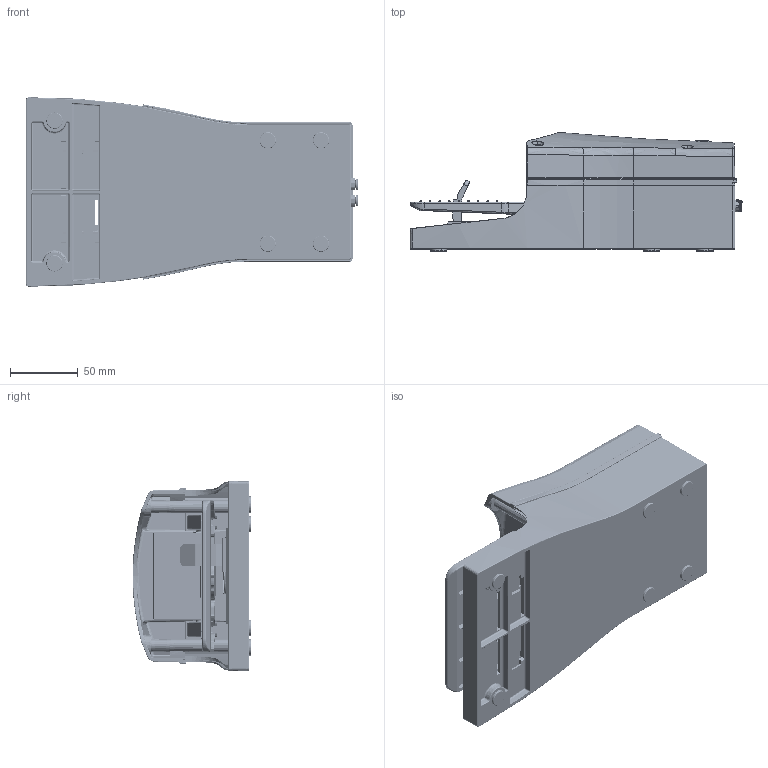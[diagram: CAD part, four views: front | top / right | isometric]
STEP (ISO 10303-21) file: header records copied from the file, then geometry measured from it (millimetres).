
FILE_DESCRIPTION(( 'PEDS 504 S.STEP' ), '1');
FILE_NAME( 'PEDS 504 S.STEP', '2019-03-04T12:06:19',( 'Sopra'),('sopra-pneumatic.com'), 'SwSTEP 2.0','SolidWorks 2009','' );
FILE_SCHEMA (( 'AUTOMOTIVE_DESIGN' ));
Length unit declared in the file: millimetre
Products named in the file (1): 8_321_4n
Bounding box: 244.2 x 87.47 x 139.42 mm (x, y, z)
Volume: 522611 mm3; surface area: 252860.9 mm2
Topology: 19 solids, 19 shells, 4237 faces, 10460 edges, 6165 vertices
Faces by surface type: cylinder 1481, plane 986, bspline 874, cone 552, torus 203, sphere 141
Entity records: 239342 total; most frequent: CARTESIAN_POINT 101022, ORIENTED_EDGE 20576, DIRECTION 17615, EDGE_CURVE 10288, AXIS2_PLACEMENT_3D 6913, VERTEX_POINT 6165, EDGE_LOOP 4355, UNCERTAINTY_MEASURE_WITH_UNIT 4258
